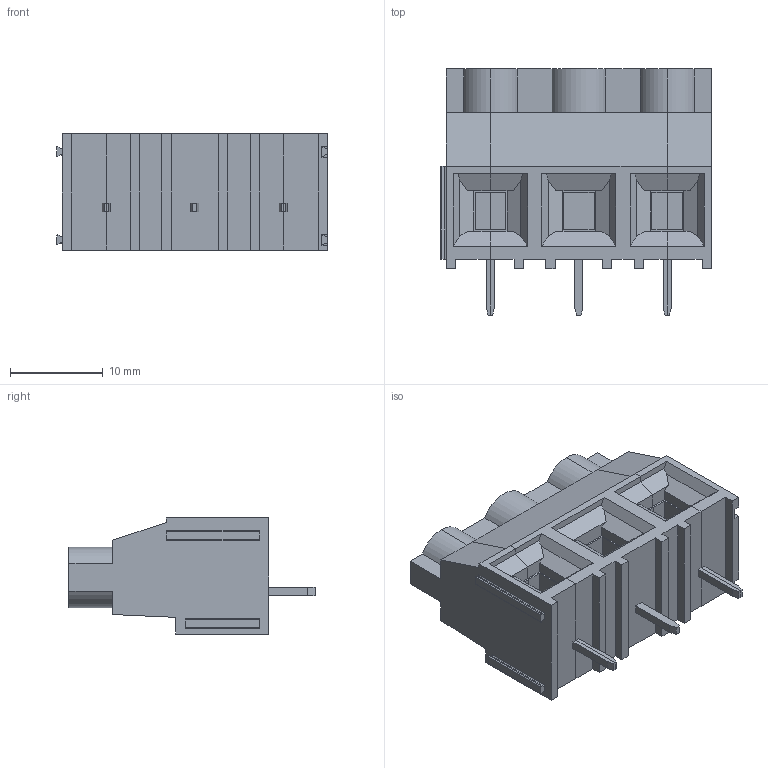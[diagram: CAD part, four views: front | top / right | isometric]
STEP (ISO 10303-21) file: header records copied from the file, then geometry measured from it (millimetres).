
FILE_DESCRIPTION( ( 'Unknown' ), '1' );
FILE_NAME( '691250910003.stp', 'Unknown', ( 'Unknown' ), ( 'Unknown' ), 'PSStep 17.0.49', 'Unknown', ' ' );
FILE_SCHEMA( ( 'AUTOMOTIVE_DESIGN { 1 0 10303 214 1 1 1 1 }' ) );
Length unit declared in the file: millimetre
Products named in the file (4): Assem1; MRT20P9.52_SX; MRT20P9.52_DX; MRT20P9.52_CNT
Assembly tree (3 placements, depth 2):
  Assem1
    MRT20P9.52_SX
    MRT20P9.52_DX
    MRT20P9.52_CNT
Bounding box: 29.16 x 26.5 x 12.5 mm (x, y, z)
Volume: 5004.4 mm3; surface area: 3724.4 mm2
Topology: 3 solids, 3 shells, 266 faces, 762 edges, 508 vertices
Faces by surface type: plane 235, cylinder 31
Full cylindrical faces by diameter (mm): 5.1 x1
Entity records: 10775 total; most frequent: CARTESIAN_POINT 1537, ORIENTED_EDGE 1520, DIRECTION 1385, EDGE_CURVE 760, LINE 675, VECTOR 675, VERTEX_POINT 507, AXIS2_PLACEMENT_3D 355
